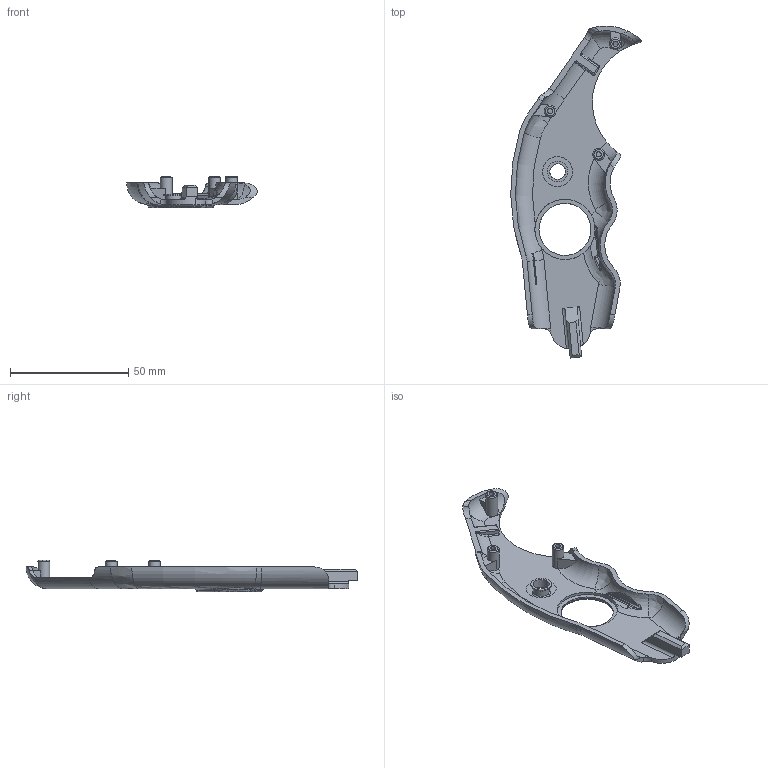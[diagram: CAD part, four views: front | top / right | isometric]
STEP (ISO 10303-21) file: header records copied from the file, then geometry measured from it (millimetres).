
FILE_DESCRIPTION(/* description */ (''),/* implementation_level */ '2;1');
FILE_NAME(/* name */ 'FreeSK8-Albert-Shell-Top-v1.0.stp',/* time_stamp */ '2021-08-14T22:36:52-07:00',/* author */ ('andre'),/* organization */ (''),/* preprocessor_version */ 'ST-DEVELOPER v17',/* originating_system */ 'Autodesk Inventor 2019',/* authorisation */ '');
FILE_SCHEMA (('AUTOMOTIVE_DESIGN { 1 0 10303 214 3 1 1 }'));
Length unit declared in the file: millimetre
Products named in the file (1): PrinceAlbert-Top-Shell-v1.0
Bounding box: 55.26 x 140.46 x 13.26 mm (x, y, z)
Volume: 10832.5 mm3; surface area: 11512.5 mm2
Topology: 1 solids, 1 shells, 170 faces, 453 edges, 284 vertices
Faces by surface type: cylinder 46, plane 46, bspline 43, torus 28, cone 5, sphere 2
Full cylindrical faces by diameter (mm): 2.2 x3, 5 x3, 6.7 x1, 8.7 x1, 22 x1, 25.5 x1
Entity records: 7422 total; most frequent: CARTESIAN_POINT 3394, ORIENTED_EDGE 896, DIRECTION 767, EDGE_CURVE 448, AXIS2_PLACEMENT_3D 322, VERTEX_POINT 284, CIRCLE 190, EDGE_LOOP 178
